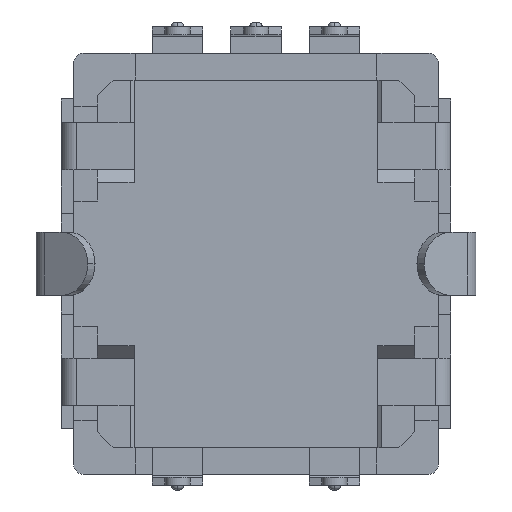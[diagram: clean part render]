
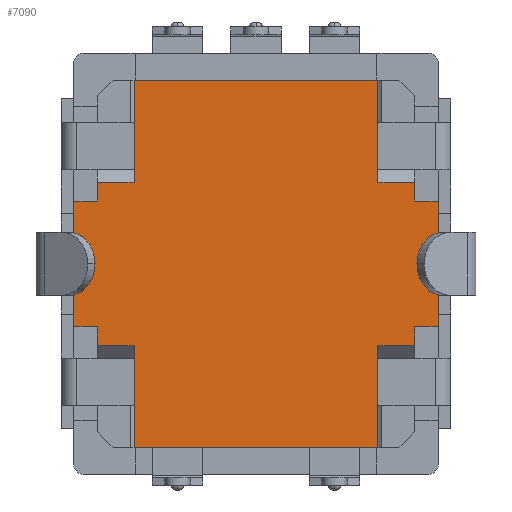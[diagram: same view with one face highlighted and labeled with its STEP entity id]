
A CAD part, front view. The second image highlights one B-rep face of the part: STEP entity #7090.
In plain terms, the highlighted planar face has unit normal (0, -1, 0).
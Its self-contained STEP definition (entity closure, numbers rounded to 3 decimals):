
#9=VECTOR ( 'NONE', #95, 1000. );
#88=LINE ( 'NONE', #4175, #9 );
#95=DIRECTION ( 'NONE',  ( 0., 0., 1. ) );
#124=VECTOR ( 'NONE', #930, 1000. );
#161=EDGE_CURVE ( 'NONE', #4670, #2169, #180, .T. );
#180=LINE ( 'NONE', #620, #124 );
#238=CARTESIAN_POINT ( 'NONE',  ( -5.05, 0.1, 2.6 ) );
#274=LINE ( 'NONE', #3459, #5450 );
#312=EDGE_CURVE ( 'NONE', #1066, #6273, #7266, .T. );
#316=DIRECTION ( 'NONE',  ( -1., 0., 0. ) );
#324=VECTOR ( 'NONE', #999, 1000. );
#452=VERTEX_POINT ( 'NONE', #2749 );
#497=CARTESIAN_POINT ( 'NONE',  ( -3.881, 0.1, 2.6 ) );
#620=CARTESIAN_POINT ( 'NONE',  ( -3.881, 0.1, -6.7 ) );
#646=CARTESIAN_POINT ( 'NONE',  ( -3.881, 0.1, 4.5 ) );
#661=CARTESIAN_POINT ( 'NONE',  ( 0., 0.1, 5.85 ) );
#776=EDGE_CURVE ( 'NONE', #452, #2559, #5648, .T. );
#823=CARTESIAN_POINT ( 'NONE',  ( -3.881, 0.1, -5.85 ) );
#834=LINE ( 'NONE', #1524, #9 );
#845=LINE ( 'NONE', #3221, #9 );
#903=VECTOR ( 'NONE', #316, 1000. );
#930=DIRECTION ( 'NONE',  ( 0., 0., 1. ) );
#999=DIRECTION ( 'NONE',  ( 1., 0., 0. ) );
#1055=DIRECTION ( 'NONE',  ( -1., 0., 0. ) );
#1066=VERTEX_POINT ( 'NONE', #3786 );
#1090=VERTEX_POINT ( 'NONE', #3459 );
#1096=VERTEX_POINT ( 'NONE', #7081 );
#1113=VERTEX_POINT ( 'NONE', #4012 );
#1196=LINE ( 'NONE', #1369, #9 );
#1201=DIRECTION ( 'NONE',  ( 1., 0., 0. ) );
#1204=EDGE_CURVE ( 'NONE', #4601, #1453, #845, .T. );
#1303=VERTEX_POINT ( 'NONE', #1797 );
#1369=CARTESIAN_POINT ( 'NONE',  ( 3.881, 0.1, -4.5 ) );
#1413=LINE ( 'NONE', #3365, #9 );
#1449=DIRECTION ( 'NONE',  ( 0., 1., 0. ) );
#1453=VERTEX_POINT ( 'NONE', #646 );
#1519=VERTEX_POINT ( 'NONE', #238 );
#1524=CARTESIAN_POINT ( 'NONE',  ( -5.05, 0.1, -2. ) );
#1550=VERTEX_POINT ( 'NONE', #1737 );
#1581=CARTESIAN_POINT ( 'NONE',  ( 3.881, 0.1, -6.7 ) );
#1669=VERTEX_POINT ( 'NONE', #1369 );
#1702=ORIENTED_EDGE ( 'NONE', *, *, #6098, .T. );
#1712=LINE ( 'NONE', #497, #1850 );
#1717=EDGE_CURVE ( 'NONE', #4601, #1519, #1712, .T. );
#1737=CARTESIAN_POINT ( 'NONE',  ( 5.05, 0.1, -2. ) );
#1756=EDGE_CURVE ( 'NONE', #1113, #2559, #1760, .T. );
#1760=LINE ( 'NONE', #4076, #9 );
#1783=ORIENTED_EDGE ( 'NONE', *, *, #312, .T. );
#1797=CARTESIAN_POINT ( 'NONE',  ( -5.05, 0.1, -2.6 ) );
#1850=VECTOR ( 'NONE', #4457, 1000. );
#1960=ORIENTED_EDGE ( 'NONE', *, *, #4169, .T. );
#1995=CARTESIAN_POINT ( 'NONE',  ( 2.542, 0.1, 2. ) );
#2049=EDGE_CURVE ( 'NONE', #1303, #2195, #7158, .T. );
#2064=CARTESIAN_POINT ( 'NONE',  ( 3.881, 0.1, 5.85 ) );
#2068=EDGE_CURVE ( 'NONE', #452, #5914, #6957, .T. );
#2162=VERTEX_POINT ( 'NONE', #3599 );
#2169=VERTEX_POINT ( 'NONE', #4175 );
#2195=VERTEX_POINT ( 'NONE', #2490 );
#2266=ORIENTED_EDGE ( 'NONE', *, *, #4610, .F. );
#2310=VECTOR ( 'NONE', #1201, 1000. );
#2378=VERTEX_POINT ( 'NONE', #6642 );
#2383=EDGE_CURVE ( 'NONE', #1550, #1113, #2653, .T. );
#2446=ORIENTED_EDGE ( 'NONE', *, *, #5789, .F. );
#2481=CARTESIAN_POINT ( 'NONE',  ( -2.542, 0.1, -2. ) );
#2490=CARTESIAN_POINT ( 'NONE',  ( -3.881, 0.1, -2.6 ) );
#2559=VERTEX_POINT ( 'NONE', #6608 );
#2628=EDGE_CURVE ( 'NONE', #2169, #2195, #88, .T. );
#2653=LINE ( 'NONE', #5655, #324 );
#2749=CARTESIAN_POINT ( 'NONE',  ( 5.05, 0.1, 2. ) );
#2822=EDGE_CURVE ( 'NONE', #6435, #3163, #3245, .T. );
#2868=EDGE_CURVE ( 'NONE', #1303, #6435, #834, .T. );
#2907=CARTESIAN_POINT ( 'NONE',  ( 3.881, 0.1, -2.6 ) );
#2980=ORIENTED_EDGE ( 'NONE', *, *, #4237, .F. );
#2993=ORIENTED_EDGE ( 'NONE', *, *, #6933, .T. );
#3005=LINE ( 'NONE', #1581, #9 );
#3047=ORIENTED_EDGE ( 'NONE', *, *, #2068, .T. );
#3163=VERTEX_POINT ( 'NONE', #5224 );
#3221=CARTESIAN_POINT ( 'NONE',  ( -3.881, 0.1, 3. ) );
#3245=LINE ( 'NONE', #2481, #903 );
#3365=CARTESIAN_POINT ( 'NONE',  ( 3.881, 0.1, 3. ) );
#3410=EDGE_CURVE ( 'NONE', #1096, #1669, #3005, .T. );
#3441=VERTEX_POINT ( 'NONE', #2064 );
#3459=CARTESIAN_POINT ( 'NONE',  ( 3.881, 0.1, 2.6 ) );
#3533=EDGE_CURVE ( 'NONE', #1066, #1519, #4249, .T. );
#3557=CARTESIAN_POINT ( 'NONE',  ( 0., 0.1, -5.85 ) );
#3599=CARTESIAN_POINT ( 'NONE',  ( 3.881, 0.1, 4.5 ) );
#3631=EDGE_CURVE ( 'NONE', #2378, #3441, #4554, .T. );
#3786=CARTESIAN_POINT ( 'NONE',  ( -5.05, 0.1, 2. ) );
#3921=CARTESIAN_POINT ( 'NONE',  ( -5.8, 0.1, -6.7 ) );
#3957=DIRECTION ( 'NONE',  ( 1., 0., 0. ) );
#4012=CARTESIAN_POINT ( 'NONE',  ( 5.8, 0.1, -2. ) );
#4076=CARTESIAN_POINT ( 'NONE',  ( 5.8, 0.1, -6.7 ) );
#4156=VERTEX_POINT ( 'NONE', #4229 );
#4165=EDGE_CURVE ( 'NONE', #1669, #7149, #1196, .T. );
#4169=EDGE_CURVE ( 'NONE', #4670, #1096, #7201, .T. );
#4175=CARTESIAN_POINT ( 'NONE',  ( -3.881, 0.1, -4.5 ) );
#4229=CARTESIAN_POINT ( 'NONE',  ( 5.05, 0.1, -2.6 ) );
#4237=EDGE_CURVE ( 'NONE', #1090, #5914, #274, .T. );
#4249=LINE ( 'NONE', #3786, #9 );
#4457=DIRECTION ( 'NONE',  ( -1., 0., 0. ) );
#4491=ORIENTED_EDGE ( 'NONE', *, *, #3631, .F. );
#4514=ORIENTED_EDGE ( 'NONE', *, *, #7168, .T. );
#4554=LINE ( 'NONE', #661, #324 );
#4601=VERTEX_POINT ( 'NONE', #497 );
#4606=ORIENTED_EDGE ( 'NONE', *, *, #2628, .F. );
#4610=EDGE_CURVE ( 'NONE', #1453, #2378, #180, .T. );
#4670=VERTEX_POINT ( 'NONE', #823 );
#4747=LINE ( 'NONE', #1737, #9 );
#4768=CARTESIAN_POINT ( 'NONE',  ( 5.05, 0.1, 2.6 ) );
#4834=PLANE ( 'NONE',  #5468 );
#4870=FACE_OUTER_BOUND ( 'NONE', #6550, .T. );
#4915=ORIENTED_EDGE ( 'NONE', *, *, #1204, .F. );
#4994=ORIENTED_EDGE ( 'NONE', *, *, #2868, .F. );
#5064=VECTOR ( 'NONE', #1055, 1000. );
#5088=LINE ( 'NONE', #2907, #5064 );
#5224=CARTESIAN_POINT ( 'NONE',  ( -5.8, 0.1, -2. ) );
#5292=EDGE_CURVE ( 'NONE', #4156, #7149, #5088, .T. );
#5450=VECTOR ( 'NONE', #3957, 1000. );
#5468=AXIS2_PLACEMENT_3D ( 'NONE', #1581, #1449, #3957 );
#5576=LINE ( 'NONE', #3921, #124 );
#5648=LINE ( 'NONE', #1995, #324 );
#5655=CARTESIAN_POINT ( 'NONE',  ( 2.542, 0.1, -2. ) );
#5713=ORIENTED_EDGE ( 'NONE', *, *, #776, .F. );
#5789=EDGE_CURVE ( 'NONE', #3163, #6273, #5576, .T. );
#5914=VERTEX_POINT ( 'NONE', #4768 );
#6098=EDGE_CURVE ( 'NONE', #1090, #2162, #1413, .T. );
#6241=ORIENTED_EDGE ( 'NONE', *, *, #3410, .T. );
#6273=VERTEX_POINT ( 'NONE', #6705 );
#6304=ORIENTED_EDGE ( 'NONE', *, *, #161, .F. );
#6318=CARTESIAN_POINT ( 'NONE',  ( -2.542, 0.1, 2. ) );
#6435=VERTEX_POINT ( 'NONE', #1524 );
#6541=ORIENTED_EDGE ( 'NONE', *, *, #2822, .F. );
#6550=EDGE_LOOP ( 'NONE', ( #1702, #4514, #4491, #2266, #4915, #7053, #6689, #1783, #2446, #6541, #4994, #6597, #4606, #6304, #1960, #6241, #6799, #6668, #2993, #7276, #7186, #5713, #3047, #2980 ) );
#6597=ORIENTED_EDGE ( 'NONE', *, *, #2049, .T. );
#6608=CARTESIAN_POINT ( 'NONE',  ( 5.8, 0.1, 2. ) );
#6642=CARTESIAN_POINT ( 'NONE',  ( -3.881, 0.1, 5.85 ) );
#6668=ORIENTED_EDGE ( 'NONE', *, *, #5292, .F. );
#6689=ORIENTED_EDGE ( 'NONE', *, *, #3533, .F. );
#6705=CARTESIAN_POINT ( 'NONE',  ( -5.8, 0.1, 2. ) );
#6799=ORIENTED_EDGE ( 'NONE', *, *, #4165, .T. );
#6933=EDGE_CURVE ( 'NONE', #4156, #1550, #4747, .T. );
#6957=LINE ( 'NONE', #2749, #9 );
#7053=ORIENTED_EDGE ( 'NONE', *, *, #1717, .T. );
#7081=CARTESIAN_POINT ( 'NONE',  ( 3.881, 0.1, -5.85 ) );
#7090=ADVANCED_FACE ( 'NONE', ( #4870 ), #4834, .F. );
#7149=VERTEX_POINT ( 'NONE', #2907 );
#7158=LINE ( 'NONE', #2490, #2310 );
#7168=EDGE_CURVE ( 'NONE', #2162, #3441, #3005, .T. );
#7186=ORIENTED_EDGE ( 'NONE', *, *, #1756, .T. );
#7201=LINE ( 'NONE', #3557, #324 );
#7266=LINE ( 'NONE', #6318, #903 );
#7276=ORIENTED_EDGE ( 'NONE', *, *, #2383, .T. );
